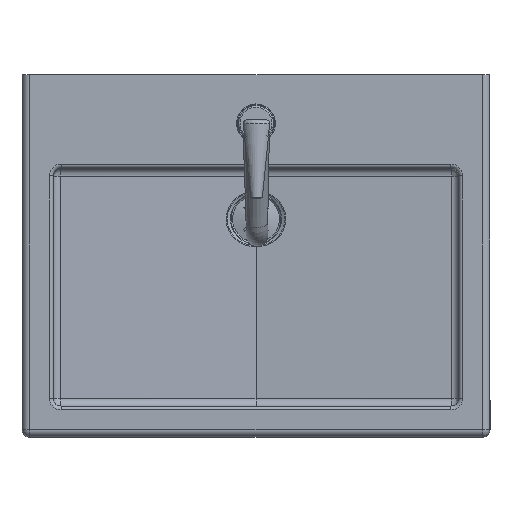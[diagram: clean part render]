
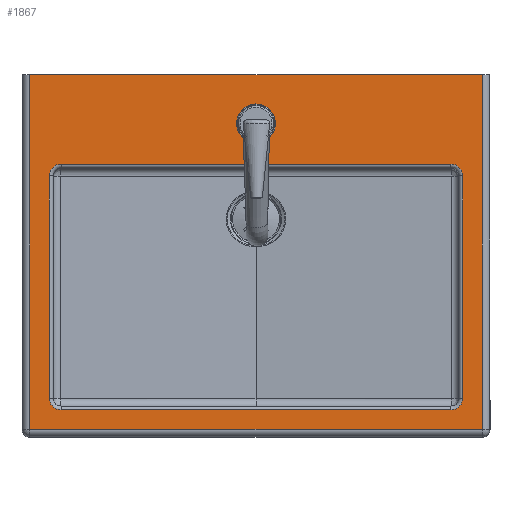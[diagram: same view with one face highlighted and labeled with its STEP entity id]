
A CAD part, top view. The second image highlights one B-rep face of the part: STEP entity #1867.
In plain terms, the highlighted planar face has unit normal (0, 0, 1).
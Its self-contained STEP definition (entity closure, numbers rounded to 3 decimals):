
#1435=CARTESIAN_POINT('',(521.984,17.708,130.0));
#1436=VERTEX_POINT('',#1435);
#1454=CARTESIAN_POINT('',(21.984,17.708,130.0));
#1455=VERTEX_POINT('',#1454);
#1463=CARTESIAN_POINT('',(21.984,17.708,130.0));
#1464=DIRECTION('',(1.0,0.0,0.0));
#1465=VECTOR('',#1464,500.);
#1466=LINE('',#1463,#1465);
#1467=EDGE_CURVE('',#1455,#1436,#1466,.T.);
#1477=CARTESIAN_POINT('',(536.984,32.708,130.0));
#1478=VERTEX_POINT('',#1477);
#1496=CARTESIAN_POINT('',(521.984,32.708,130.0));
#1497=DIRECTION('',(0.0,0.0,1.0));
#1498=DIRECTION('',(0.707,-0.707,0.0));
#1499=AXIS2_PLACEMENT_3D('',#1496,#1497,#1498);
#1500=CIRCLE('',#1499,15.);
#1501=EDGE_CURVE('',#1436,#1478,#1500,.T.);
#1513=CARTESIAN_POINT('',(6.984,32.708,130.0));
#1514=VERTEX_POINT('',#1513);
#1522=CARTESIAN_POINT('',(21.984,32.708,130.0));
#1523=DIRECTION('',(0.0,0.0,1.0));
#1524=DIRECTION('',(-0.707,-0.707,0.0));
#1525=AXIS2_PLACEMENT_3D('',#1522,#1523,#1524);
#1526=CIRCLE('',#1525,15.0);
#1527=EDGE_CURVE('',#1514,#1455,#1526,.T.);
#1545=CARTESIAN_POINT('',(536.984,317.708,130.0));
#1546=VERTEX_POINT('',#1545);
#1563=CARTESIAN_POINT('',(536.984,32.708,130.0));
#1564=DIRECTION('',(0.0,1.0,0.0));
#1565=VECTOR('',#1564,285.);
#1566=LINE('',#1563,#1565);
#1567=EDGE_CURVE('',#1478,#1546,#1566,.T.);
#1579=CARTESIAN_POINT('',(6.984,317.708,130.0));
#1580=VERTEX_POINT('',#1579);
#1588=CARTESIAN_POINT('',(6.984,317.708,130.0));
#1589=DIRECTION('',(0.0,-1.0,0.0));
#1590=VECTOR('',#1589,285.0);
#1591=LINE('',#1588,#1590);
#1592=EDGE_CURVE('',#1580,#1514,#1591,.T.);
#1609=CARTESIAN_POINT('',(521.984,332.708,130.0));
#1610=VERTEX_POINT('',#1609);
#1628=CARTESIAN_POINT('',(521.984,317.708,130.0));
#1629=DIRECTION('',(0.0,0.0,1.));
#1630=DIRECTION('',(0.707,0.707,0.0));
#1631=AXIS2_PLACEMENT_3D('',#1628,#1629,#1630);
#1632=CIRCLE('',#1631,15.0);
#1633=EDGE_CURVE('',#1546,#1610,#1632,.T.);
#1645=CARTESIAN_POINT('',(21.984,332.708,130.0));
#1646=VERTEX_POINT('',#1645);
#1654=CARTESIAN_POINT('',(21.984,317.708,130.0));
#1655=DIRECTION('',(0.0,0.0,1.));
#1656=DIRECTION('',(-0.707,0.707,0.0));
#1657=AXIS2_PLACEMENT_3D('',#1654,#1655,#1656);
#1658=CIRCLE('',#1657,15.);
#1659=EDGE_CURVE('',#1646,#1580,#1658,.T.);
#1678=CARTESIAN_POINT('',(521.984,332.708,130.0));
#1679=DIRECTION('',(-1.0,0.0,0.0));
#1680=VECTOR('',#1679,500.0);
#1681=LINE('',#1678,#1680);
#1682=EDGE_CURVE('',#1610,#1646,#1681,.T.);
#1807=CARTESIAN_POINT('',(271.984,215.208,130.0));
#1808=DIRECTION('',(0.0,0.0,1.0));
#1809=DIRECTION('',(1.0,0.0,0.0));
#1810=AXIS2_PLACEMENT_3D('',#1807,#1808,#1809);
#1811=PLANE('',#1810);
#1812=CARTESIAN_POINT('',(561.984,447.708,130.0));
#1813=VERTEX_POINT('',#1812);
#1814=CARTESIAN_POINT('',(561.984,-7.292,130.0));
#1815=VERTEX_POINT('',#1814);
#1816=CARTESIAN_POINT('',(561.984,447.708,130.0));
#1817=DIRECTION('',(0.0,-1.0,0.0));
#1818=VECTOR('',#1817,455.);
#1819=LINE('',#1816,#1818);
#1820=EDGE_CURVE('',#1813,#1815,#1819,.T.);
#1821=ORIENTED_EDGE('',*,*,#1820,.F.);
#1822=CARTESIAN_POINT('',(-18.016,447.708,130.0));
#1823=VERTEX_POINT('',#1822);
#1824=CARTESIAN_POINT('',(-18.016,447.708,130.0));
#1825=DIRECTION('',(1.0,0.0,0.0));
#1826=VECTOR('',#1825,580.0);
#1827=LINE('',#1824,#1826);
#1828=EDGE_CURVE('',#1823,#1813,#1827,.T.);
#1829=ORIENTED_EDGE('',*,*,#1828,.F.);
#1830=CARTESIAN_POINT('',(-18.016,-7.292,130.0));
#1831=VERTEX_POINT('',#1830);
#1832=CARTESIAN_POINT('',(-18.016,-7.292,130.0));
#1833=DIRECTION('',(0.0,1.0,0.0));
#1834=VECTOR('',#1833,455.0);
#1835=LINE('',#1832,#1834);
#1836=EDGE_CURVE('',#1831,#1823,#1835,.T.);
#1837=ORIENTED_EDGE('',*,*,#1836,.F.);
#1838=CARTESIAN_POINT('',(561.984,-7.292,130.0));
#1839=DIRECTION('',(-1.0,0.0,0.0));
#1840=VECTOR('',#1839,580.0);
#1841=LINE('',#1838,#1840);
#1842=EDGE_CURVE('',#1815,#1831,#1841,.T.);
#1843=ORIENTED_EDGE('',*,*,#1842,.F.);
#1844=EDGE_LOOP('',(#1821,#1829,#1837,#1843));
#1845=FACE_OUTER_BOUND('',#1844,.T.);
#1846=CARTESIAN_POINT('',(292.484,384.983,130.0));
#1847=VERTEX_POINT('',#1846);
#1848=CARTESIAN_POINT('',(271.984,384.983,130.0));
#1849=DIRECTION('',(0.0,0.0,1.0));
#1850=DIRECTION('',(-1.0,0.0,0.0));
#1851=AXIS2_PLACEMENT_3D('',#1848,#1849,#1850);
#1852=CIRCLE('',#1851,20.5);
#1853=EDGE_CURVE('',#1847,#1847,#1852,.T.);
#1854=ORIENTED_EDGE('',*,*,#1853,.F.);
#1855=EDGE_LOOP('',(#1854));
#1856=FACE_BOUND('',#1855,.T.);
#1857=ORIENTED_EDGE('',*,*,#1467,.F.);
#1858=ORIENTED_EDGE('',*,*,#1527,.F.);
#1859=ORIENTED_EDGE('',*,*,#1592,.F.);
#1860=ORIENTED_EDGE('',*,*,#1659,.F.);
#1861=ORIENTED_EDGE('',*,*,#1682,.F.);
#1862=ORIENTED_EDGE('',*,*,#1633,.F.);
#1863=ORIENTED_EDGE('',*,*,#1567,.F.);
#1864=ORIENTED_EDGE('',*,*,#1501,.F.);
#1865=EDGE_LOOP('',(#1857,#1858,#1859,#1860,#1861,#1862,#1863,#1864));
#1866=FACE_BOUND('',#1865,.T.);
#1867=ADVANCED_FACE('',(#1845,#1856,#1866),#1811,.T.);
